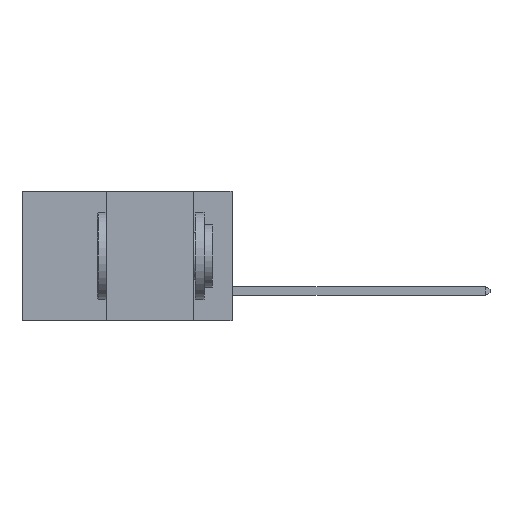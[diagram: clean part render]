
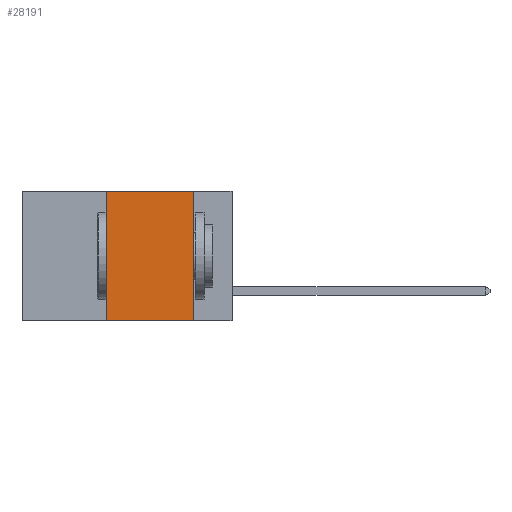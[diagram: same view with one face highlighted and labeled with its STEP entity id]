
A CAD part, left-side view. The second image highlights one B-rep face of the part: STEP entity #28191.
In plain terms, the highlighted planar face has unit normal (-1, 0, 0).
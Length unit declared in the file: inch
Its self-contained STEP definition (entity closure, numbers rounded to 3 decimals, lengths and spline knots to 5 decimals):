
#652 = LINE ( 'NONE', #22171, #26188 ) ;
#718 = CARTESIAN_POINT ( 'NONE',  ( 0., 0.11, 0. ) ) ;
#2396 = EDGE_CURVE ( 'NONE', #15201, #7756, #20164, .T. ) ;
#2626 = LINE ( 'NONE', #24267, #8495 ) ;
#3540 = EDGE_CURVE ( 'NONE', #6103, #15201, #652, .T. ) ;
#3759 = CARTESIAN_POINT ( 'NONE',  ( 0., 0.11, 0. ) ) ;
#3951 = CARTESIAN_POINT ( 'NONE',  ( 0., 0.11, -0.37 ) ) ;
#4349 = CARTESIAN_POINT ( 'NONE',  ( 0., 0.36, 0. ) ) ;
#4872 = ORIENTED_EDGE ( 'NONE', *, *, #3540, .F. ) ;
#4958 = DIRECTION ( 'NONE',  ( 0., -1., 0. ) ) ;
#5716 = CARTESIAN_POINT ( 'NONE',  ( 0., 0.6, 0. ) ) ;
#6103 = VERTEX_POINT ( 'NONE', #22122 ) ;
#7173 = DIRECTION ( 'NONE',  ( 0., 0., -1. ) ) ;
#7756 = VERTEX_POINT ( 'NONE', #3759 ) ;
#7880 = VECTOR ( 'NONE', #4958, 39.37008 ) ;
#8495 = VECTOR ( 'NONE', #19376, 39.37008 ) ;
#10610 = AXIS2_PLACEMENT_3D ( 'NONE', #16649, #21821, #7173 ) ;
#12187 = LINE ( 'NONE', #718, #12956 ) ;
#12430 = DIRECTION ( 'NONE',  ( 0., 0., 1. ) ) ;
#12956 = VECTOR ( 'NONE', #18080, 39.37008 ) ;
#15138 = EDGE_LOOP ( 'NONE', ( #31467, #15894, #4872, #18696 ) ) ;
#15201 = VERTEX_POINT ( 'NONE', #4349 ) ;
#15894 = ORIENTED_EDGE ( 'NONE', *, *, #2396, .F. ) ;
#16649 = CARTESIAN_POINT ( 'NONE',  ( 0., 0.6, 0. ) ) ;
#18080 = DIRECTION ( 'NONE',  ( 0., 0., -1. ) ) ;
#18696 = ORIENTED_EDGE ( 'NONE', *, *, #30363, .T. ) ;
#19376 = DIRECTION ( 'NONE',  ( 0., -1., 0. ) ) ;
#19380 = PLANE ( 'NONE',  #10610 ) ;
#20164 = LINE ( 'NONE', #5716, #7880 ) ;
#21683 = EDGE_CURVE ( 'NONE', #7756, #30854, #12187, .T. ) ;
#21821 = DIRECTION ( 'NONE',  ( 1., 0., 0. ) ) ;
#22122 = CARTESIAN_POINT ( 'NONE',  ( 0., 0.36, -0.37 ) ) ;
#22171 = CARTESIAN_POINT ( 'NONE',  ( 0., 0.36, 0. ) ) ;
#24267 = CARTESIAN_POINT ( 'NONE',  ( 0., 0.6, -0.37 ) ) ;
#25271 = FACE_OUTER_BOUND ( 'NONE', #15138, .T. ) ;
#26188 = VECTOR ( 'NONE', #12430, 39.37008 ) ;
#28191 = ADVANCED_FACE ( 'NONE', ( #25271 ), #19380, .F. ) ;
#30363 = EDGE_CURVE ( 'NONE', #6103, #30854, #2626, .T. ) ;
#30854 = VERTEX_POINT ( 'NONE', #3951 ) ;
#31467 = ORIENTED_EDGE ( 'NONE', *, *, #21683, .F. ) ;
